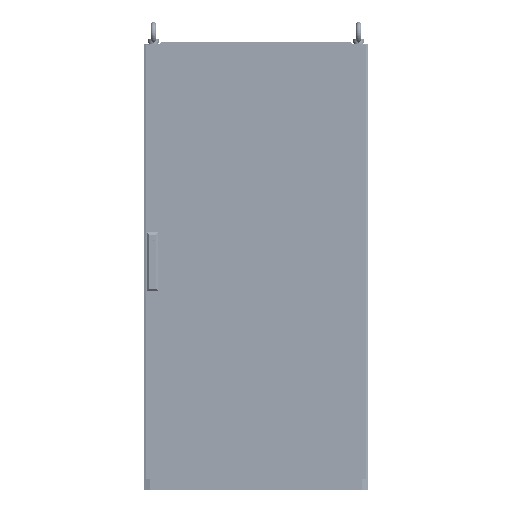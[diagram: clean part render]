
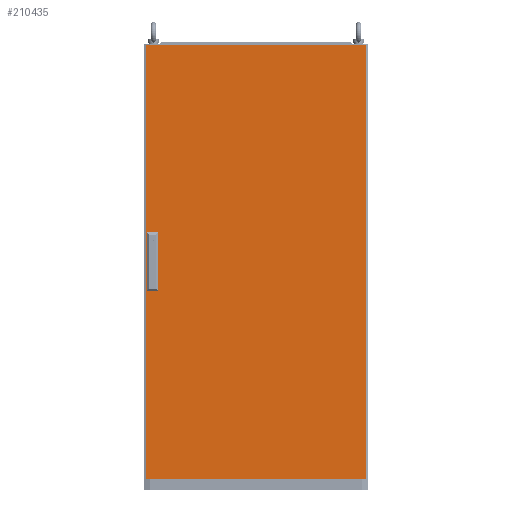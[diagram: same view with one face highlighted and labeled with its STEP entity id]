
A CAD part, top view. The second image highlights one B-rep face of the part: STEP entity #210435.
In plain terms, the highlighted planar face has unit normal (0, 0, 1).
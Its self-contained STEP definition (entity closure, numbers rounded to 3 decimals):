
#194 = CARTESIAN_POINT ( 'NONE',  ( -297., -570., 0. ) ) ;
#1235 = EDGE_CURVE ( 'NONE', #42457, #149215, #34024, .T. ) ;
#8260 = EDGE_LOOP ( 'NONE', ( #48636, #15420, #57715, #102377 ) ) ;
#11474 = CARTESIAN_POINT ( 'NONE',  ( -290.7, 88.5, 0. ) ) ;
#12935 = CARTESIAN_POINT ( 'NONE',  ( -297., 597., 0. ) ) ;
#15420 = ORIENTED_EDGE ( 'NONE', *, *, #213424, .T. ) ;
#18017 = CARTESIAN_POINT ( 'NONE',  ( -290.7, 38.5, 0. ) ) ;
#20018 = LINE ( 'NONE', #194, #80012 ) ;
#20434 = PLANE ( 'NONE',  #120099 ) ;
#24699 = CARTESIAN_POINT ( 'NONE',  ( -265.7, 88.5, 0. ) ) ;
#29349 = DIRECTION ( 'NONE',  ( -1., 0., 0. ) ) ;
#32469 = LINE ( 'NONE', #112964, #104846 ) ;
#33609 = CARTESIAN_POINT ( 'NONE',  ( -265.7, -11.5, 0. ) ) ;
#34024 = LINE ( 'NONE', #239796, #119507 ) ;
#37352 = VECTOR ( 'NONE', #86098, 1000. ) ;
#37723 = CARTESIAN_POINT ( 'NONE',  ( 0., 0., 0. ) ) ;
#39569 = ORIENTED_EDGE ( 'NONE', *, *, #51505, .F. ) ;
#42457 = VERTEX_POINT ( 'NONE', #135234 ) ;
#45966 = CARTESIAN_POINT ( 'NONE',  ( -265.7, -61.5, 0. ) ) ;
#47047 = ORIENTED_EDGE ( 'NONE', *, *, #60105, .F. ) ;
#48636 = ORIENTED_EDGE ( 'NONE', *, *, #194093, .T. ) ;
#48686 = EDGE_CURVE ( 'NONE', #246638, #147867, #211485, .T. ) ;
#51505 = EDGE_CURVE ( 'NONE', #53797, #248976, #99861, .T. ) ;
#53797 = VERTEX_POINT ( 'NONE', #11474 ) ;
#57715 = ORIENTED_EDGE ( 'NONE', *, *, #1235, .T. ) ;
#60105 = EDGE_CURVE ( 'NONE', #259726, #94232, #144203, .T. ) ;
#61813 = LINE ( 'NONE', #138367, #164242 ) ;
#64466 = LINE ( 'NONE', #102684, #154185 ) ;
#67483 = ORIENTED_EDGE ( 'NONE', *, *, #257791, .F. ) ;
#75459 = CARTESIAN_POINT ( 'NONE',  ( -297., 597., 0. ) ) ;
#80012 = VECTOR ( 'NONE', #219365, 1000. ) ;
#86098 = DIRECTION ( 'NONE',  ( 0., 1., 0. ) ) ;
#88387 = EDGE_CURVE ( 'NONE', #243136, #246638, #64466, .T. ) ;
#88746 = CARTESIAN_POINT ( 'NONE',  ( -265.7, -11.5, 0. ) ) ;
#94232 = VERTEX_POINT ( 'NONE', #24699 ) ;
#94863 = VECTOR ( 'NONE', #185047, 1000. ) ;
#98770 = DIRECTION ( 'NONE',  ( -1., 0., 0. ) ) ;
#98917 = CARTESIAN_POINT ( 'NONE',  ( -265.7, 88.5, 0. ) ) ;
#99238 = EDGE_CURVE ( 'NONE', #94232, #53797, #162150, .T. ) ;
#99861 = LINE ( 'NONE', #18017, #259742 ) ;
#100539 = VERTEX_POINT ( 'NONE', #199397 ) ;
#102377 = ORIENTED_EDGE ( 'NONE', *, *, #207263, .T. ) ;
#102684 = CARTESIAN_POINT ( 'NONE',  ( -265.7, -61.5, 0. ) ) ;
#103313 = LINE ( 'NONE', #137722, #193617 ) ;
#104846 = VECTOR ( 'NONE', #155134, 1000. ) ;
#112964 = CARTESIAN_POINT ( 'NONE',  ( -265.7, -61.5, 0. ) ) ;
#112992 = FACE_BOUND ( 'NONE', #134187, .T. ) ;
#114509 = DIRECTION ( 'NONE',  ( 0., 1., 0. ) ) ;
#114541 = LINE ( 'NONE', #12935, #201507 ) ;
#117768 = VECTOR ( 'NONE', #179408, 1000. ) ;
#118116 = DIRECTION ( 'NONE',  ( 1., 0., 0. ) ) ;
#119507 = VECTOR ( 'NONE', #114509, 1000. ) ;
#120099 = AXIS2_PLACEMENT_3D ( 'NONE', #37723, #176282, #118116 ) ;
#130217 = CARTESIAN_POINT ( 'NONE',  ( -297., -570., 0. ) ) ;
#131495 = EDGE_CURVE ( 'NONE', #248976, #259726, #203523, .T. ) ;
#132826 = FACE_BOUND ( 'NONE', #151256, .T. ) ;
#134187 = EDGE_LOOP ( 'NONE', ( #67483, #202723, #250606, #171358 ) ) ;
#135234 = CARTESIAN_POINT ( 'NONE',  ( 297., -570., 0. ) ) ;
#135442 = CARTESIAN_POINT ( 'NONE',  ( -290.7, -11.5, 0. ) ) ;
#137722 = CARTESIAN_POINT ( 'NONE',  ( -290.7, -61.5, 0. ) ) ;
#138367 = CARTESIAN_POINT ( 'NONE',  ( -297., 597., 0. ) ) ;
#138553 = ORIENTED_EDGE ( 'NONE', *, *, #131495, .F. ) ;
#144203 = LINE ( 'NONE', #204939, #37352 ) ;
#147867 = VERTEX_POINT ( 'NONE', #135442 ) ;
#149215 = VERTEX_POINT ( 'NONE', #159421 ) ;
#151256 = EDGE_LOOP ( 'NONE', ( #39569, #234143, #47047, #138553 ) ) ;
#154185 = VECTOR ( 'NONE', #206930, 1000. ) ;
#155134 = DIRECTION ( 'NONE',  ( 1., 0., 0. ) ) ;
#159421 = CARTESIAN_POINT ( 'NONE',  ( 297., 597., 0. ) ) ;
#162150 = LINE ( 'NONE', #98917, #117768 ) ;
#164242 = VECTOR ( 'NONE', #98770, 1000. ) ;
#171358 = ORIENTED_EDGE ( 'NONE', *, *, #195486, .F. ) ;
#175237 = DIRECTION ( 'NONE',  ( 0., -1., 0. ) ) ;
#176282 = DIRECTION ( 'NONE',  ( 0., 0., 1. ) ) ;
#179408 = DIRECTION ( 'NONE',  ( -1., 0., 0. ) ) ;
#185047 = DIRECTION ( 'NONE',  ( 1., 0., 0. ) ) ;
#187029 = VECTOR ( 'NONE', #29349, 1000. ) ;
#189009 = CARTESIAN_POINT ( 'NONE',  ( -265.7, 38.5, 0. ) ) ;
#193556 = FACE_OUTER_BOUND ( 'NONE', #8260, .T. ) ;
#193617 = VECTOR ( 'NONE', #239348, 1000. ) ;
#194093 = EDGE_CURVE ( 'NONE', #246044, #235014, #114541, .T. ) ;
#195486 = EDGE_CURVE ( 'NONE', #100539, #243136, #32469, .T. ) ;
#199397 = CARTESIAN_POINT ( 'NONE',  ( -290.7, -61.5, 0. ) ) ;
#201507 = VECTOR ( 'NONE', #251902, 1000. ) ;
#202723 = ORIENTED_EDGE ( 'NONE', *, *, #48686, .F. ) ;
#203523 = LINE ( 'NONE', #189009, #94863 ) ;
#204939 = CARTESIAN_POINT ( 'NONE',  ( -265.7, 38.5, 0. ) ) ;
#206930 = DIRECTION ( 'NONE',  ( 0., 1., 0. ) ) ;
#207128 = CARTESIAN_POINT ( 'NONE',  ( -265.7, 38.5, 0. ) ) ;
#207263 = EDGE_CURVE ( 'NONE', #149215, #246044, #61813, .T. ) ;
#210435 = ADVANCED_FACE ( 'NONE', ( #132826, #112992, #193556 ), #20434, .T. ) ;
#211485 = LINE ( 'NONE', #88746, #187029 ) ;
#213424 = EDGE_CURVE ( 'NONE', #235014, #42457, #20018, .T. ) ;
#219365 = DIRECTION ( 'NONE',  ( 1., 0., 0. ) ) ;
#234143 = ORIENTED_EDGE ( 'NONE', *, *, #99238, .F. ) ;
#235014 = VERTEX_POINT ( 'NONE', #130217 ) ;
#239348 = DIRECTION ( 'NONE',  ( 0., -1., 0. ) ) ;
#239796 = CARTESIAN_POINT ( 'NONE',  ( 297., 597., 0. ) ) ;
#242422 = CARTESIAN_POINT ( 'NONE',  ( -290.7, 38.5, 0. ) ) ;
#243136 = VERTEX_POINT ( 'NONE', #45966 ) ;
#246044 = VERTEX_POINT ( 'NONE', #75459 ) ;
#246638 = VERTEX_POINT ( 'NONE', #33609 ) ;
#248976 = VERTEX_POINT ( 'NONE', #242422 ) ;
#250606 = ORIENTED_EDGE ( 'NONE', *, *, #88387, .F. ) ;
#251902 = DIRECTION ( 'NONE',  ( 0., -1., 0. ) ) ;
#257791 = EDGE_CURVE ( 'NONE', #147867, #100539, #103313, .T. ) ;
#259726 = VERTEX_POINT ( 'NONE', #207128 ) ;
#259742 = VECTOR ( 'NONE', #175237, 1000. ) ;
